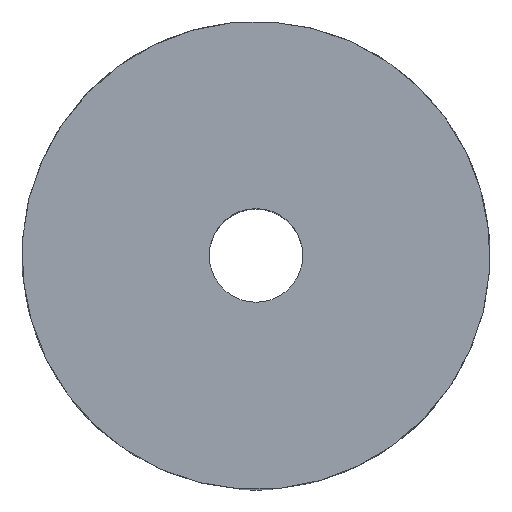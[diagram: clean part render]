
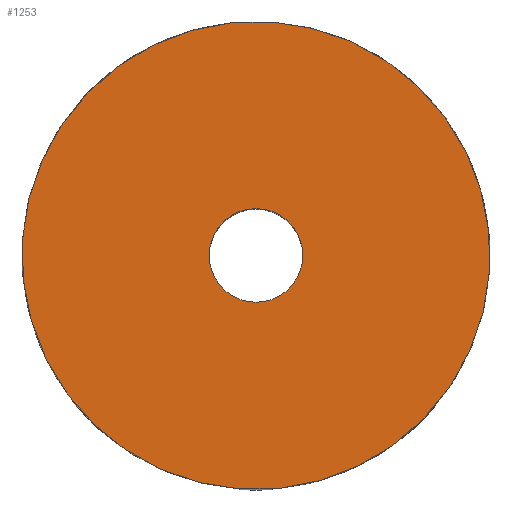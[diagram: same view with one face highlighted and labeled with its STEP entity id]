
A CAD part, top view. The second image highlights one B-rep face of the part: STEP entity #1253.
In plain terms, the highlighted planar face has unit normal (0, 0, 1).
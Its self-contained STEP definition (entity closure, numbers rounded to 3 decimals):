
#35=FACE_BOUND('',#221,.T.);
#109=PLANE('',#1354);
#152=FACE_OUTER_BOUND('',#220,.T.);
#220=EDGE_LOOP('',(#908));
#221=EDGE_LOOP('',(#909));
#477=CIRCLE('',#1328,1.);
#495=CIRCLE('',#1355,5.);
#512=VERTEX_POINT('',#1696);
#578=VERTEX_POINT('',#5886);
#643=EDGE_CURVE('',#512,#512,#477,.T.);
#710=EDGE_CURVE('',#578,#578,#495,.T.);
#908=ORIENTED_EDGE('',*,*,#710,.T.);
#909=ORIENTED_EDGE('',*,*,#643,.T.);
#1253=ADVANCED_FACE('',(#152,#35),#109,.T.);
#1328=AXIS2_PLACEMENT_3D('',#1697,#1421,#1422);
#1354=AXIS2_PLACEMENT_3D('',#5885,#1490,#1491);
#1355=AXIS2_PLACEMENT_3D('',#5887,#1492,#1493);
#1421=DIRECTION('center_axis',(0.,0.,-1.));
#1422=DIRECTION('ref_axis',(1.,0.,0.));
#1490=DIRECTION('center_axis',(0.,0.,1.));
#1491=DIRECTION('ref_axis',(1.,0.,0.));
#1492=DIRECTION('center_axis',(0.,0.,1.));
#1493=DIRECTION('ref_axis',(1.,0.,0.));
#1696=CARTESIAN_POINT('',(-1.,0.,7.));
#1697=CARTESIAN_POINT('Origin',(0.,0.,7.));
#5885=CARTESIAN_POINT('Origin',(0.,0.,7.));
#5886=CARTESIAN_POINT('',(4.988,-0.35,7.));
#5887=CARTESIAN_POINT('Origin',(0.,0.,7.));
